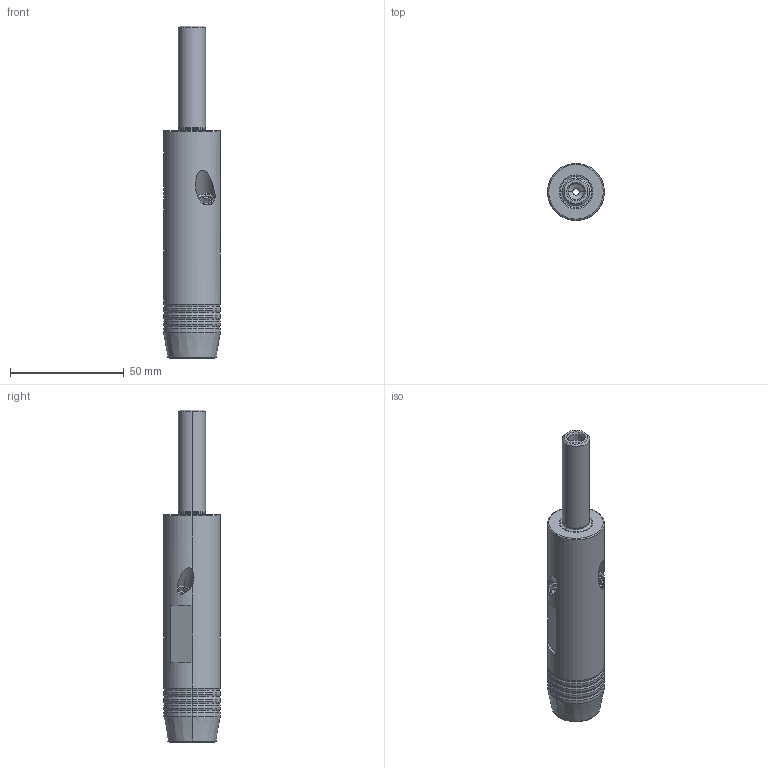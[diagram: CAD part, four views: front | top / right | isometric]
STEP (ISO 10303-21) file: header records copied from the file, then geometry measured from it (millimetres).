
FILE_DESCRIPTION (( 'STEP AP214' ), '1' );
FILE_NAME ('77.012.012 x=100_step.STEP', '2020-09-22T06:18:17', ( '' ), ( '' ), 'SwSTEP 2.0', 'SolidWorks 2018', '' );
FILE_SCHEMA (( 'AUTOMOTIVE_DESIGN' ));
Length unit declared in the file: millimetre
Products named in the file (1): 77.012.012 x=100_step
Bounding box: 25 x 25 x 146 mm (x, y, z)
Volume: 46181.6 mm3; surface area: 23541 mm2
Topology: 8 solids, 8 shells, 307 faces, 675 edges, 399 vertices
Faces by surface type: cylinder 105, cone 88, torus 54, plane 50, bspline 6, sphere 4
Entity records: 14725 total; most frequent: CARTESIAN_POINT 4461, DIRECTION 1551, ORIENTED_EDGE 1332, AXIS2_PLACEMENT_3D 667, EDGE_CURVE 666, VERTEX_POINT 396, CIRCLE 365, EDGE_LOOP 338
